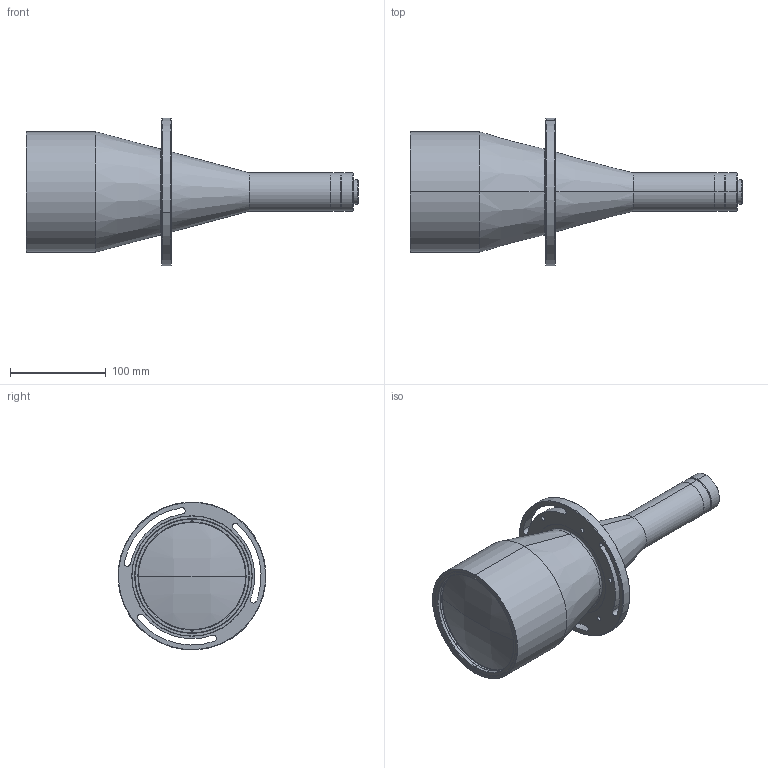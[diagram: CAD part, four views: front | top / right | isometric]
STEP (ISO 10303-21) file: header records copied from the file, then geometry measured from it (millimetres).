
FILE_DESCRIPTION (( 'STEP AP214' ), '1' );
FILE_NAME ('TTL18.5-105-220C.STEP', '2023-05-12T08:02:10', ( '' ), ( '' ), 'SwSTEP 2.0', 'SolidWorks 2022', '' );
FILE_SCHEMA (( 'AUTOMOTIVE_DESIGN' ));
Length unit declared in the file: millimetre
Products named in the file (1): TTL18.5-105-220C
Bounding box: 347.47 x 154.67 x 154.67 mm (x, y, z)
Volume: 892927.4 mm3; surface area: 260084.8 mm2
Topology: 18 solids, 18 shells, 386 faces, 846 edges, 530 vertices
Faces by surface type: cylinder 167, cone 96, plane 90, bspline 33
Entity records: 16625 total; most frequent: CARTESIAN_POINT 3358, DIRECTION 2023, ORIENTED_EDGE 1692, AXIS2_PLACEMENT_3D 857, EDGE_CURVE 846, VERTEX_POINT 530, CIRCLE 503, EDGE_LOOP 468
